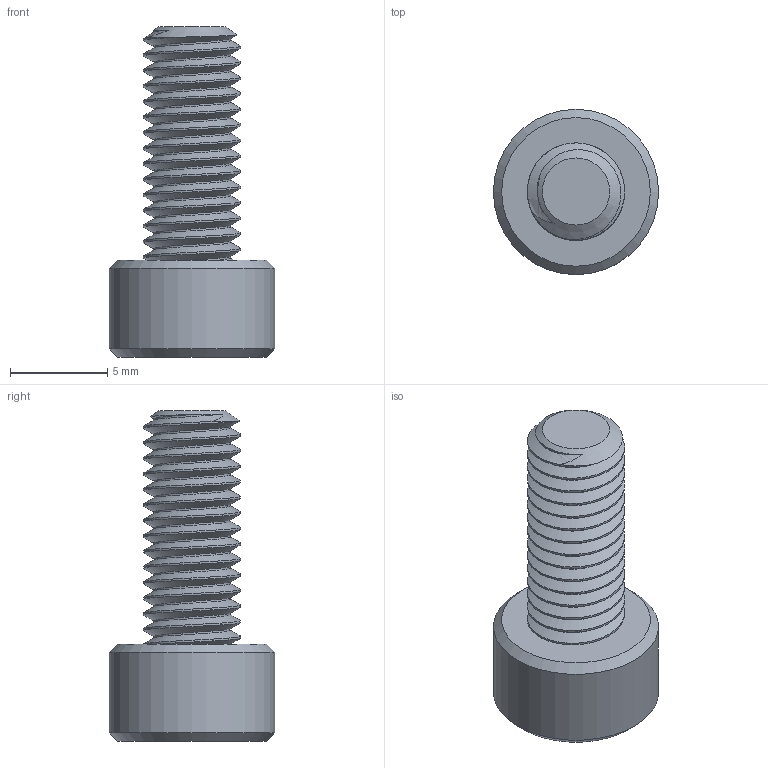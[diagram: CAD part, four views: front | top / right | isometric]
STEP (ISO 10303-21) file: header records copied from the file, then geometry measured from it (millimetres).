
FILE_DESCRIPTION(/* description */ ('STEP AP203'),/* implementation_level */ '2;1');
FILE_NAME(/* name */ 'screws_12mm_m5x0.8_ext.stp',/* time_stamp */ '2022-12-09T16:50:59+01:00',/* author */ ('Rik Ubaghs'),/* organization */ ('Managed by Terraform'),/* preprocessor_version */ 'ST-DEVELOPER v18.1',/* originating_system */ 'Autodesk Inventor 2021',/* authorisation */ '');
FILE_SCHEMA (('AUTOMOTIVE_DESIGN { 1 0 10303 214 3 1 1 }'));
Length unit declared in the file: millimetre
Products named in the file (1): screws_12mm_m5x0.8_ext
Bounding box: 8.5 x 8.5 x 17 mm (x, y, z)
Volume: 426.2 mm3; surface area: 561.5 mm2
Topology: 1 solids, 1 shells, 54 faces, 141 edges, 91 vertices
Faces by surface type: cylinder 33, plane 10, cone 9, bspline 2
Full cylindrical faces by diameter (mm): 3.961 x14, 5 x14, 8.5 x1
Entity records: 8451 total; most frequent: CARTESIAN_POINT 7228, ORIENTED_EDGE 282, DIRECTION 192, EDGE_CURVE 141, VERTEX_POINT 91, AXIS2_PLACEMENT_3D 73, B_SPLINE_CURVE_WITH_KNOTS 69, EDGE_LOOP 56
